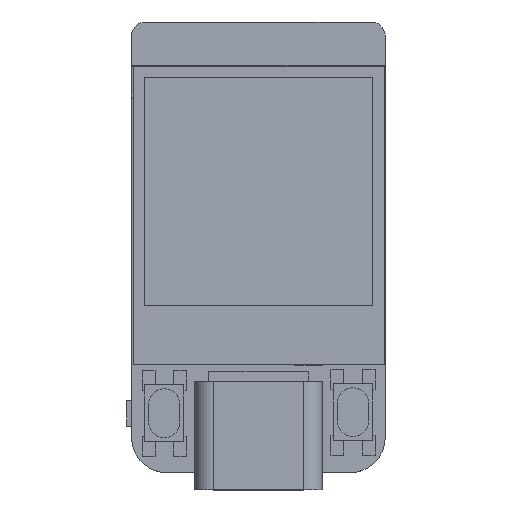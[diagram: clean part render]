
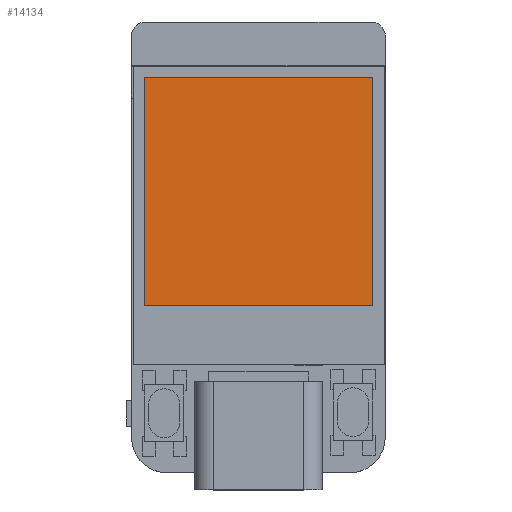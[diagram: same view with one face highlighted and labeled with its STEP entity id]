
A CAD part, top view. The second image highlights one B-rep face of the part: STEP entity #14134.
In plain terms, the highlighted face is planar.
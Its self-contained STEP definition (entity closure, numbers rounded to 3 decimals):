
#13925=DIRECTION('',(-1.,0.,0.));
#13926=VECTOR('',#13925,16.);
#13927=CARTESIAN_POINT('',(8.,0.4,6.35));
#13928=LINE('',#13927,#13926);
#13929=DIRECTION('',(0.,0.,1.));
#13930=VECTOR('',#13929,16.);
#13931=CARTESIAN_POINT('',(8.,0.4,-9.65));
#13932=LINE('',#13931,#13930);
#13933=DIRECTION('',(1.,0.,0.));
#13934=VECTOR('',#13933,16.);
#13935=CARTESIAN_POINT('',(-8.,0.4,-9.65));
#13936=LINE('',#13935,#13934);
#13937=DIRECTION('',(0.,0.,-1.));
#13938=VECTOR('',#13937,16.);
#13939=CARTESIAN_POINT('',(-8.,0.4,6.35));
#13940=LINE('',#13939,#13938);
#13949=CARTESIAN_POINT('',(8.,0.4,6.35));
#13950=CARTESIAN_POINT('',(-8.,0.4,6.35));
#13951=VERTEX_POINT('',#13949);
#13952=VERTEX_POINT('',#13950);
#13953=CARTESIAN_POINT('',(-8.,0.4,-9.65));
#13954=VERTEX_POINT('',#13953);
#13955=CARTESIAN_POINT('',(8.,0.4,-9.65));
#13956=VERTEX_POINT('',#13955);
#14123=CARTESIAN_POINT('',(0.,0.4,0.));
#14124=DIRECTION('',(0.,-1.,0.));
#14125=DIRECTION('',(-1.,0.,0.));
#14126=AXIS2_PLACEMENT_3D('',#14123,#14124,#14125);
#14127=PLANE('',#14126);
#14128=ORIENTED_EDGE('',*,*,#14075,.F.);
#14129=ORIENTED_EDGE('',*,*,#14090,.F.);
#14130=ORIENTED_EDGE('',*,*,#14104,.F.);
#14131=ORIENTED_EDGE('',*,*,#14117,.F.);
#14132=EDGE_LOOP('',(#14128,#14129,#14130,#14131));
#14133=FACE_OUTER_BOUND('',#14132,.F.);
#14075=EDGE_CURVE('',#13951,#13952,#13928,.T.);
#14090=EDGE_CURVE('',#13956,#13951,#13932,.T.);
#14104=EDGE_CURVE('',#13954,#13956,#13936,.T.);
#14117=EDGE_CURVE('',#13952,#13954,#13940,.T.);
#14134=ADVANCED_FACE('',(#14133),#14127,.T.);
